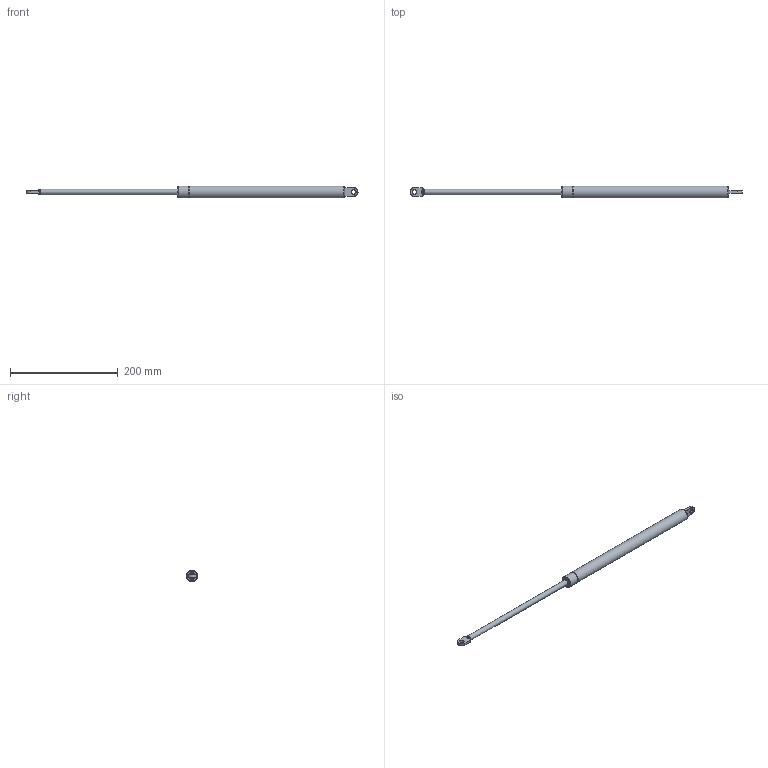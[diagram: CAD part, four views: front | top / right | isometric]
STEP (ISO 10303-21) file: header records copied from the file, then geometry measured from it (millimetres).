
FILE_DESCRIPTION(/* description */ (''),/* implementation_level */ '2;1');
FILE_NAME(/* name */ 'DR_SB-600.stp',/* time_stamp */ '2017-09-18T18:50:57+09:00',/* author */ ('user'),/* organization */ (''),/* preprocessor_version */ 'ST-DEVELOPER v15.6',/* originating_system */ 'Autodesk Inventor 2015',/* authorisation */ '');
FILE_SCHEMA (('AUTOMOTIVE_DESIGN { 1 0 10303 214 3 1 1 }'));
Length unit declared in the file: millimetre
Products named in the file (4): DR_SB600-BASE; DR_SB600-RING; DR_SB600-SUPPORT; DR_SB-600
Bounding box: 616 x 22 x 22 mm (x, y, z)
Volume: 65058 mm3; surface area: 50789.4 mm2
Topology: 3 solids, 3 shells, 62 faces, 138 edges, 86 vertices
Faces by surface type: cylinder 25, plane 24, torus 13
Full cylindrical faces by diameter (mm): 8 x2, 10 x2, 10.002 x1, 13 x1, 18 x2, 20 x1, 22 x2
Entity records: 1789 total; most frequent: CARTESIAN_POINT 339, DIRECTION 314, ORIENTED_EDGE 240, AXIS2_PLACEMENT_3D 135, EDGE_CURVE 120, EDGE_LOOP 88, VERTEX_POINT 84, CIRCLE 66
